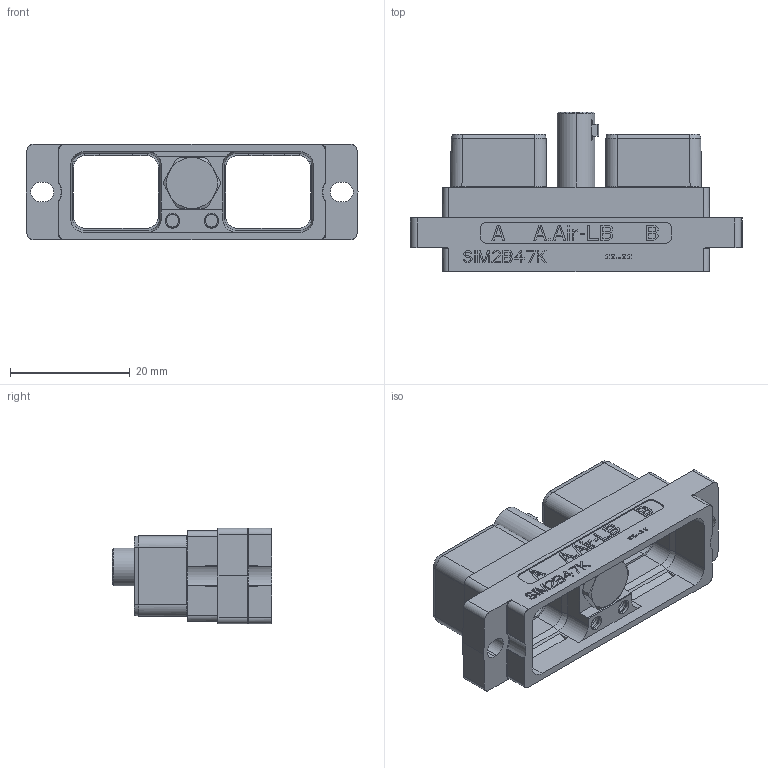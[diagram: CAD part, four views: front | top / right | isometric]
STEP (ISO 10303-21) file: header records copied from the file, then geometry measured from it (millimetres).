
FILE_DESCRIPTION((''),'2;1');
FILE_NAME('SIM2B47KA','2019-09-18T',('presta_be4'),(''),'PRO/ENGINEER BY PARAMETRIC TECHNOLOGY CORPORATION, 2014310','PRO/ENGINEER BY PARAMETRIC TECHNOLOGY CORPORATION, 2014310','');
FILE_SCHEMA(('CONFIG_CONTROL_DESIGN'));
Length unit declared in the file: millimetre
Products named in the file (1): SIM2B47KA
Bounding box: 55.41 x 26.65 x 15.93 mm (x, y, z)
Volume: 5497.7 mm3; surface area: 7544.8 mm2
Topology: 2 solids, 2 shells, 1038 faces, 2788 edges, 1806 vertices
Faces by surface type: plane 799, cylinder 137, bspline 44, cone 38, torus 20
Entity records: 39321 total; most frequent: CARTESIAN_POINT 13693, ORIENTED_EDGE 5564, DIRECTION 4828, EDGE_CURVE 2782, VECTOR 2280, LINE 2280, VERTEX_POINT 1806, AXIS2_PLACEMENT_3D 1274
